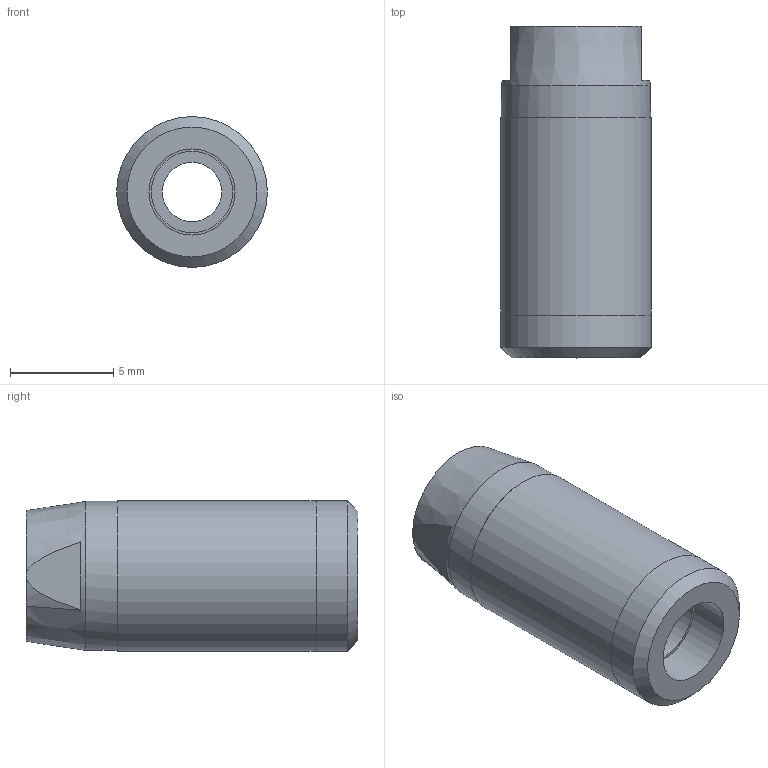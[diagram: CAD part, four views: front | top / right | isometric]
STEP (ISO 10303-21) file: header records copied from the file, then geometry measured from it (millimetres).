
FILE_DESCRIPTION (( 'STEP AP214' ), '1' );
FILE_NAME ('CTSC-0014591.STEP', '2025-09-16T13:26:26', ( '' ), ( '' ), 'SwSTEP 2.0', 'SolidWorks 2023', '' );
FILE_SCHEMA (( 'AUTOMOTIVE_DESIGN' ));
Length unit declared in the file: inch
Products named in the file (4): CTSC-001459_1_3; CTSC-001459_1_2; CTSC-0014591; CTSC-001459_1
Assembly tree (3 placements, depth 2):
  CTSC-0014591
    CTSC-001459_1_2
    CTSC-001459_1
    CTSC-001459_1_3
Bounding box: 7.32 x 16.1 x 7.32 mm (x, y, z)
Volume: 480.2 mm3; surface area: 722.1 mm2
Topology: 3 solids, 3 shells, 19 faces, 35 edges, 22 vertices
Faces by surface type: plane 10, cylinder 6, cone 3
Full cylindrical faces by diameter (mm): 2.87 x1, 3.937 x1, 4.178 x1, 7.239 x1, 7.315 x2
Entity records: 579 total; most frequent: CARTESIAN_POINT 114, DIRECTION 84, ORIENTED_EDGE 46, AXIS2_PLACEMENT_3D 41, EDGE_LOOP 32, FACE_OUTER_BOUND 24, EDGE_CURVE 23, VERTEX_POINT 19
